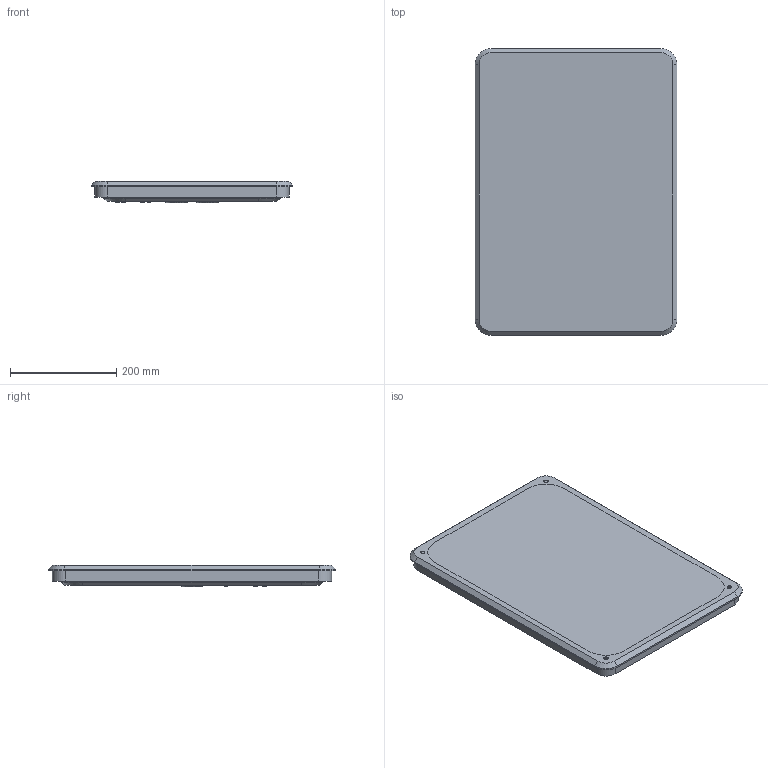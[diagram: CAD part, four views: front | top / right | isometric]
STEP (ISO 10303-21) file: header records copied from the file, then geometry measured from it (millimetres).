
FILE_DESCRIPTION (( 'STEP AP203' ), '1' );
FILE_NAME ('ETNA DT.STEP', '2024-08-14T09:23:28', ( '' ), ( '' ), 'SwSTEP 2.0', 'SolidWorks 2024', '' );
FILE_SCHEMA (( 'CONFIG_CONTROL_DESIGN' ));
Length unit declared in the file: millimetre
Products named in the file (13): Корпус М2; hex tapping screws_iso_Tapping Screw ISO 14585 - ST3.5 x 9.5-C-N; Экс М2.; Мембрана М2; Рамка М2; резьбовая вставка; ETNA DT; резьбовая заклепка; винт мебельный 6_25; кольцо стеклотекст; Гриль М2; hex socket head screws_iso_ISO 14586 - ST3.5 x 22-C-N; Данте
Assembly tree (43 placements, depth 2):
  ETNA DT
    Мембрана М2
    Экс М2.  x2
    Гриль М2
    Рамка М2
    Корпус М2
    Данте
    hex tapping screws_iso_Tapping Screw ISO 14585 - ST3.5 x 9.5-C-N  x18
    кольцо стеклотекст  x2
    резьбовая заклепка  x4
    винт мебельный 6_25  x4
    резьбовая вставка  x4
    hex socket head screws_iso_ISO 14586 - ST3.5 x 22-C-N  x4
Bounding box: 380 x 540 x 41.1 mm (x, y, z)
Volume: 2746086.9 mm3; surface area: 1238208.9 mm2
Topology: 47 solids, 47 shells, 1919 faces, 4420 edges, 2671 vertices
Faces by surface type: plane 854, cylinder 634, cone 251, torus 100, bspline 44, sphere 36
Entity records: 33804 total; most frequent: DIRECTION 5797, CARTESIAN_POINT 5489, ORIENTED_EDGE 5182, EDGE_CURVE 2591, AXIS2_PLACEMENT_3D 2141, VERTEX_POINT 1625, LINE 1515, VECTOR 1515
